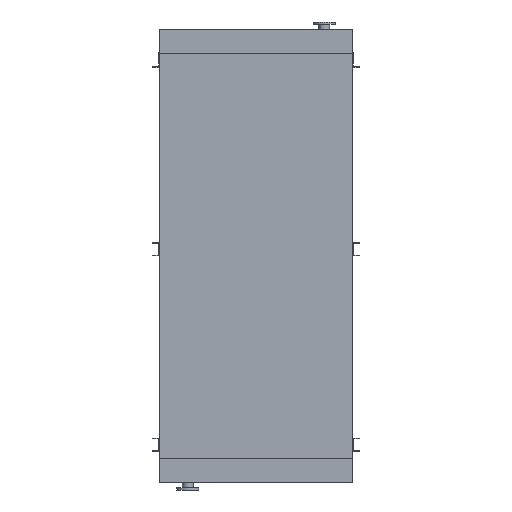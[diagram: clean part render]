
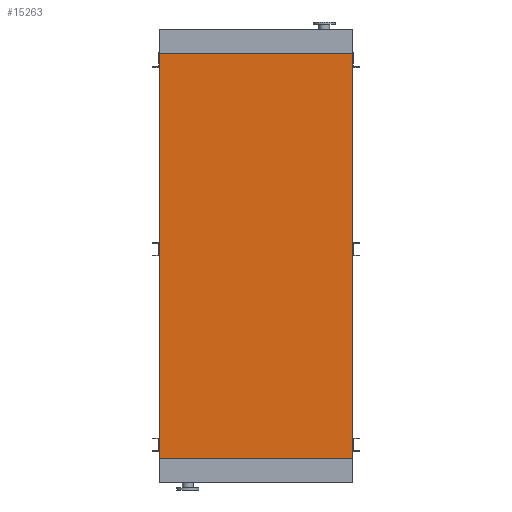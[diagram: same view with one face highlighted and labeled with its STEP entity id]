
A CAD part, front view. The second image highlights one B-rep face of the part: STEP entity #15263.
In plain terms, the highlighted planar face has unit normal (0, -1, 0).
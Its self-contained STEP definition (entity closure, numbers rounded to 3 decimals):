
#2336 = PLANE ( 'NONE',  #9841 ) ;
#2456 = CARTESIAN_POINT ( 'NONE',  ( -965., 0., -4050. ) ) ;
#2674 = VERTEX_POINT ( 'NONE', #22260 ) ;
#2730 = DIRECTION ( 'NONE',  ( 0., 0., 1. ) ) ;
#3550 = DIRECTION ( 'NONE',  ( 1., 0., 0. ) ) ;
#3789 = ORIENTED_EDGE ( 'NONE', *, *, #10293, .T. ) ;
#6080 = DIRECTION ( 'NONE',  ( 0., -1., 0. ) ) ;
#6128 = DIRECTION ( 'NONE',  ( 1., 0., 0. ) ) ;
#7657 = LINE ( 'NONE', #22095, #11684 ) ;
#7776 = DIRECTION ( 'NONE',  ( 0., 0., 1. ) ) ;
#8369 = CARTESIAN_POINT ( 'NONE',  ( 965., 0., 0. ) ) ;
#8482 = VERTEX_POINT ( 'NONE', #20068 ) ;
#9591 = DIRECTION ( 'NONE',  ( 0., 0., -1. ) ) ;
#9690 = VERTEX_POINT ( 'NONE', #21788 ) ;
#9841 = AXIS2_PLACEMENT_3D ( 'NONE', #2456, #6080, #9591 ) ;
#10293 = EDGE_CURVE ( 'NONE', #2674, #8482, #16278, .T. ) ;
#11177 = VERTEX_POINT ( 'NONE', #8369 ) ;
#11576 = FACE_OUTER_BOUND ( 'NONE', #22652, .T. ) ;
#11684 = VECTOR ( 'NONE', #7776, 1000. ) ;
#11800 = ORIENTED_EDGE ( 'NONE', *, *, #22974, .F. ) ;
#12323 = EDGE_CURVE ( 'NONE', #8482, #11177, #7657, .T. ) ;
#12435 = LINE ( 'NONE', #14532, #14449 ) ;
#13565 = VECTOR ( 'NONE', #2730, 1000. ) ;
#14446 = ORIENTED_EDGE ( 'NONE', *, *, #12323, .T. ) ;
#14449 = VECTOR ( 'NONE', #3550, 1000. ) ;
#14532 = CARTESIAN_POINT ( 'NONE',  ( -965., 0., 0. ) ) ;
#15263 = ADVANCED_FACE ( 'NONE', ( #11576 ), #2336, .T. ) ;
#16278 = LINE ( 'NONE', #19874, #22741 ) ;
#16441 = EDGE_CURVE ( 'NONE', #2674, #9690, #18704, .T. ) ;
#18239 = CARTESIAN_POINT ( 'NONE',  ( -965., 0., -4050. ) ) ;
#18704 = LINE ( 'NONE', #18239, #13565 ) ;
#19458 = ORIENTED_EDGE ( 'NONE', *, *, #16441, .F. ) ;
#19874 = CARTESIAN_POINT ( 'NONE',  ( -965., 0., -4050. ) ) ;
#20068 = CARTESIAN_POINT ( 'NONE',  ( 965., 0., -4050. ) ) ;
#21788 = CARTESIAN_POINT ( 'NONE',  ( -965., 0., 0. ) ) ;
#22095 = CARTESIAN_POINT ( 'NONE',  ( 965., 0., -4050. ) ) ;
#22260 = CARTESIAN_POINT ( 'NONE',  ( -965., 0., -4050. ) ) ;
#22652 = EDGE_LOOP ( 'NONE', ( #11800, #19458, #3789, #14446 ) ) ;
#22741 = VECTOR ( 'NONE', #6128, 1000. ) ;
#22974 = EDGE_CURVE ( 'NONE', #9690, #11177, #12435, .T. ) ;
